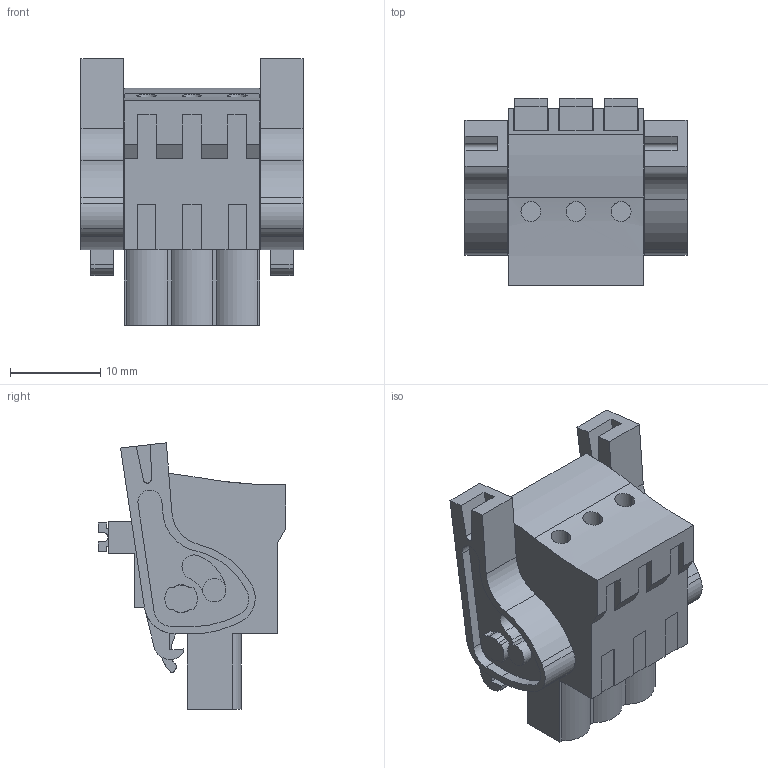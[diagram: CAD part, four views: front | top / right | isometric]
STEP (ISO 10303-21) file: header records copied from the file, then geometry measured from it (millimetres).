
FILE_DESCRIPTION(('CATIA V5 STEP Exchange','CAx-IF Rec.Pracs.--- Model Styling and Organization---1.2---2011-12-15'),'2;1');
FILE_NAME ('D1461120_0_1980880000_1980880000.stp','2017-09-23T15:55:58+00:00',('none'),('Weidmueller'),'CATIA Version 5-6 Release 2014','CATIA V5 STEP AP214','none');
FILE_SCHEMA(('AUTOMOTIVE_DESIGN { 1 0 10303 214 1 1 1 1 }'));
Length unit declared in the file: millimetre
Products named in the file (1): 1980880000
Bounding box: 24.7 x 20.79 x 29.52 mm (x, y, z)
Volume: 5672.5 mm3; surface area: 4320.9 mm2
Topology: 6 solids, 6 shells, 375 faces, 1025 edges, 684 vertices
Faces by surface type: plane 251, cylinder 116, extrusion 8
Entity records: 11230 total; most frequent: CARTESIAN_POINT 2197, ORIENTED_EDGE 2050, DIRECTION 1499, EDGE_CURVE 1025, VECTOR 767, LINE 759, VERTEX_POINT 684, AXIS2_PLACEMENT_3D 483
